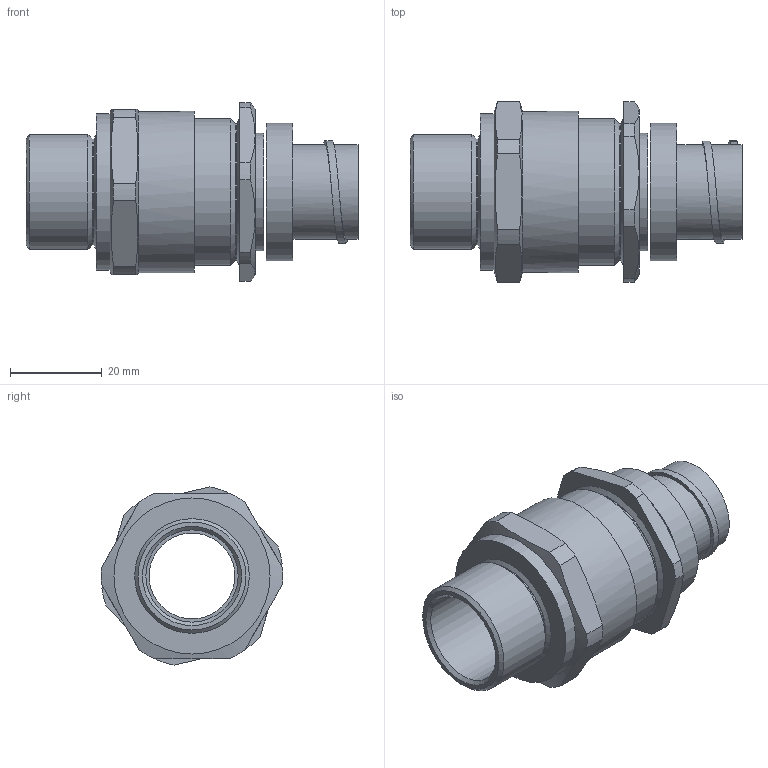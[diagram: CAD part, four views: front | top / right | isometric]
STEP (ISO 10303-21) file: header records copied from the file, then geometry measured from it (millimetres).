
FILE_DESCRIPTION (( 'STEP AP203' ), '1' );
FILE_NAME ('25A2FFC1RAC105.STEP', '2017-02-06T10:26:39', ( '' ), ( '' ), 'SwSTEP 2.0', 'SolidWorks 2014', '' );
FILE_SCHEMA (( 'CONFIG_CONTROL_DESIGN' ));
Length unit declared in the file: millimetre
Products named in the file (1): 25A2FFC1RAC105
Bounding box: 72.32 x 39.58 x 38.82 mm (x, y, z)
Surface area: 15173.2 mm2 (no closed solid volume)
Topology: 0 solids, 4 shells, 67 faces, 159 edges, 101 vertices
Faces by surface type: cylinder 25, plane 23, cone 15, bspline 3, torus 1
Full cylindrical faces by diameter (mm): 18.7 x1, 20.1 x1, 20.7 x1, 22.971 x1, 25 x1, 25.6 x1, 26.8 x1, 27 x1, 29.718 x1, 30 x1, 32 x1, 34 x1, 35.1 x1
Entity records: 2227 total; most frequent: CARTESIAN_POINT 745, DIRECTION 296, ORIENTED_EDGE 252, EDGE_CURVE 130, AXIS2_PLACEMENT_3D 129, EDGE_LOOP 100, VERTEX_POINT 96, FACE_OUTER_BOUND 81
